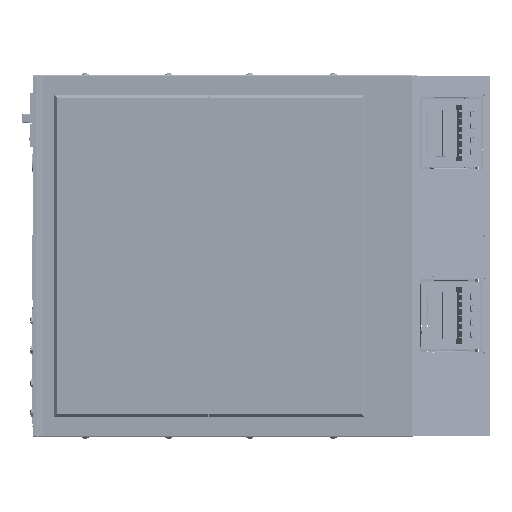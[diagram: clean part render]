
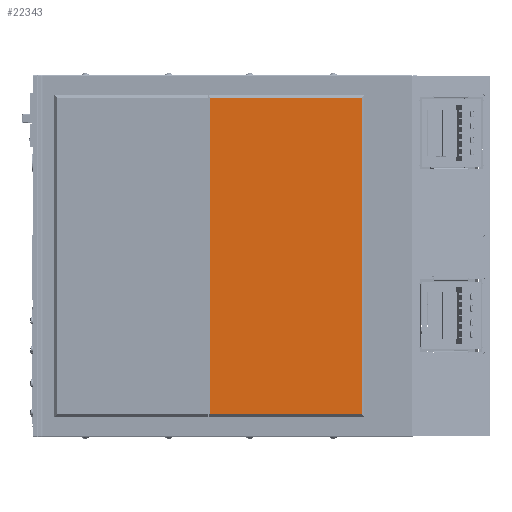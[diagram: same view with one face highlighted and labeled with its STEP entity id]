
A CAD part, top view. The second image highlights one B-rep face of the part: STEP entity #22343.
In plain terms, the highlighted planar face has unit normal (0, 0, 1).
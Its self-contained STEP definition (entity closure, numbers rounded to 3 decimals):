
#8010 = CARTESIAN_POINT ( 'NONE',  ( 28.737, -77.633, 45.724 ) ) ;
#20241 = LINE ( 'NONE', #8010, #109494 ) ;
#22343 = ADVANCED_FACE ( 'NONE', ( #27737 ), #125275, .F. ) ;
#24403 = VERTEX_POINT ( 'NONE', #98059 ) ;
#27305 = CARTESIAN_POINT ( 'NONE',  ( 28.637, -64.233, 45.724 ) ) ;
#27737 = FACE_OUTER_BOUND ( 'NONE', #102480, .T. ) ;
#33040 = CARTESIAN_POINT ( 'NONE',  ( 22.267, -77.633, 45.724 ) ) ;
#39081 = DIRECTION ( 'NONE',  ( 0., 1., 0. ) ) ;
#39561 = AXIS2_PLACEMENT_3D ( 'NONE', #43834, #113512, #90044 ) ;
#42489 = LINE ( 'NONE', #27305, #100654 ) ;
#42862 = VECTOR ( 'NONE', #63908, 39.37 ) ;
#43834 = CARTESIAN_POINT ( 'NONE',  ( 34.296, -83.275, 45.724 ) ) ;
#46542 = LINE ( 'NONE', #52255, #42862 ) ;
#51089 = ORIENTED_EDGE ( 'NONE', *, *, #86707, .F. ) ;
#52255 = CARTESIAN_POINT ( 'NONE',  ( 22.267, -64.333, 45.724 ) ) ;
#52736 = ORIENTED_EDGE ( 'NONE', *, *, #58923, .T. ) ;
#58923 = EDGE_CURVE ( 'NONE', #146549, #24403, #20241, .T. ) ;
#63908 = DIRECTION ( 'NONE',  ( -1., 0., 0. ) ) ;
#79181 = CARTESIAN_POINT ( 'NONE',  ( 22.267, -77.733, 45.724 ) ) ;
#83125 = EDGE_CURVE ( 'NONE', #24403, #129859, #42489, .T. ) ;
#86707 = EDGE_CURVE ( 'NONE', #146549, #134278, #130558, .T. ) ;
#90044 = DIRECTION ( 'NONE',  ( 0., -1., 0. ) ) ;
#90894 = DIRECTION ( 'NONE',  ( 0., 1., 0. ) ) ;
#98059 = CARTESIAN_POINT ( 'NONE',  ( 28.637, -77.633, 45.724 ) ) ;
#100654 = VECTOR ( 'NONE', #39081, 39.37 ) ;
#102480 = EDGE_LOOP ( 'NONE', ( #119954, #132719, #51089, #52736 ) ) ;
#109494 = VECTOR ( 'NONE', #124184, 39.37 ) ;
#113512 = DIRECTION ( 'NONE',  ( 0., 0., -1. ) ) ;
#119954 = ORIENTED_EDGE ( 'NONE', *, *, #83125, .T. ) ;
#124184 = DIRECTION ( 'NONE',  ( 1., 0., 0. ) ) ;
#125275 = PLANE ( 'NONE',  #39561 ) ;
#126910 = VECTOR ( 'NONE', #90894, 39.37 ) ;
#129859 = VERTEX_POINT ( 'NONE', #134258 ) ;
#130558 = LINE ( 'NONE', #79181, #126910 ) ;
#132719 = ORIENTED_EDGE ( 'NONE', *, *, #134744, .T. ) ;
#134258 = CARTESIAN_POINT ( 'NONE',  ( 28.637, -64.333, 45.724 ) ) ;
#134278 = VERTEX_POINT ( 'NONE', #144278 ) ;
#134744 = EDGE_CURVE ( 'NONE', #129859, #134278, #46542, .T. ) ;
#144278 = CARTESIAN_POINT ( 'NONE',  ( 22.267, -64.333, 45.724 ) ) ;
#146549 = VERTEX_POINT ( 'NONE', #33040 ) ;
